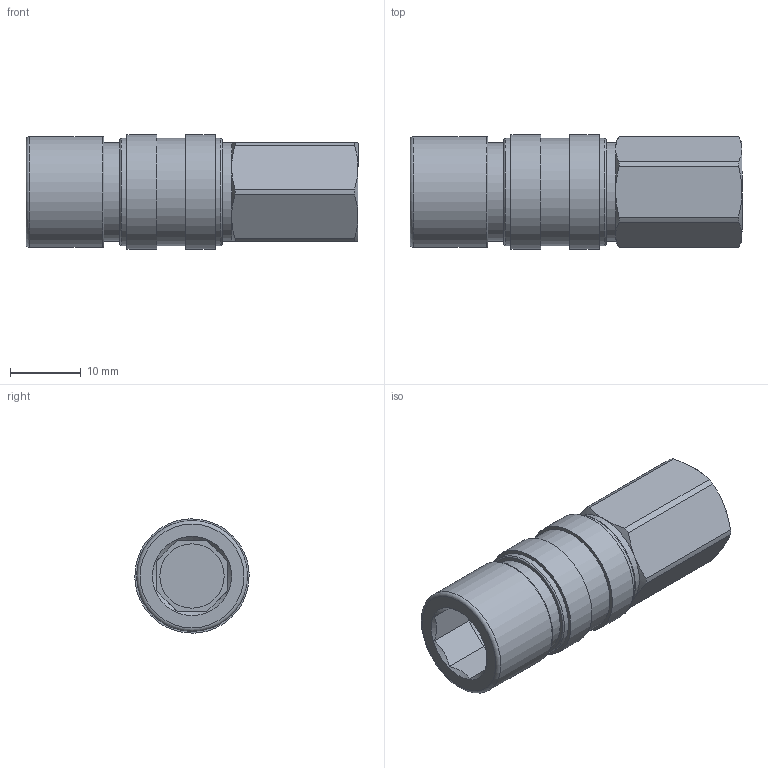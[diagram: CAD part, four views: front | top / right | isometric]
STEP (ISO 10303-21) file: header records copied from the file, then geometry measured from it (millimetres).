
FILE_DESCRIPTION(/* description */ (''),/* implementation_level */ '2;1');
FILE_NAME(/* name */ 'kdgi_18_nw5-roc.stp',/* time_stamp */ '2018-01-11T10:56:21+01:00',/* author */ ('leitheußer'),/* organization */ (''),/* preprocessor_version */ 'ST-DEVELOPER v15.6',/* originating_system */ 'Autodesk Inventor LT ',/* authorisation */ '');
FILE_SCHEMA (('AUTOMOTIVE_DESIGN { 1 0 10303 214 3 1 1 }'));
Length unit declared in the file: millimetre
Products named in the file (1): KDGI 18 NW5-ROC
Bounding box: 47 x 16.18 x 16.18 mm (x, y, z)
Volume: 5973.4 mm3; surface area: 3904.3 mm2
Topology: 1 solids, 1 shells, 62 faces, 131 edges, 82 vertices
Faces by surface type: plane 27, cylinder 17, cone 14, torus 4
Full cylindrical faces by diameter (mm): 9 x1, 9.1 x1, 12 x1, 13.9 x1, 14 x1, 15.2 x3, 15.7 x1, 16.2 x2
Entity records: 1608 total; most frequent: CARTESIAN_POINT 317, DIRECTION 256, ORIENTED_EDGE 222, AXIS2_PLACEMENT_3D 114, EDGE_CURVE 111, EDGE_LOOP 90, VERTEX_POINT 79, FACE_OUTER_BOUND 62
